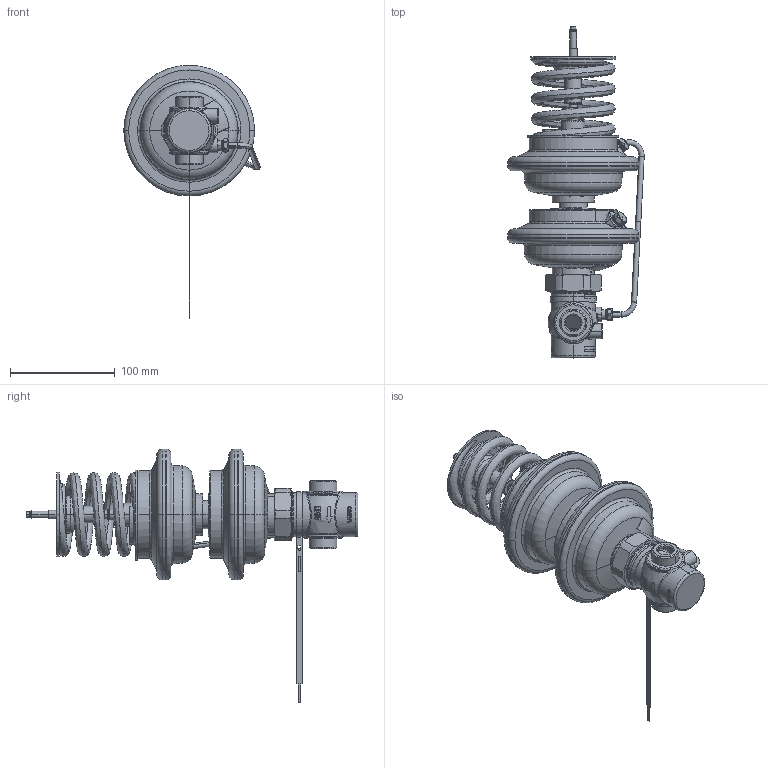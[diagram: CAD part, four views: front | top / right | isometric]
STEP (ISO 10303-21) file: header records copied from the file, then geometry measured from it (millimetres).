
FILE_DESCRIPTION((''),'2;1');
FILE_NAME('003H6693_ASM','2014-12-10T',('u258099'),('Danfoss'),'PRO/ENGINEER BY PARAMETRIC TECHNOLOGY CORPORATION, 2014000','PRO/ENGINEER BY PARAMETRIC TECHNOLOGY CORPORATION, 2014000','');
FILE_SCHEMA(('CONFIG_CONTROL_DESIGN'));
Products named in the file (31): 88810790_ZAVIHAN; 8883732; 8883810; 8883905; 88810820; 100002281ZI00; PUSA_VODILNA_10X12X5; 8883814_ASM; 8881085; 8883849; 8881074; 8881075; 52017440; 8881076; 8883848; 8890090; 54511469; 8881102; 8883785_ASM; 88829250; 88829160_ASM; 8882056; 8882820; 5454030; 5211524; 8881022; 1206227; 8881111; 8883503; 8883573; 003H6693_ASM
Assembly tree (37 placements, depth 4):
  003H6693_ASM
    8883785_ASM
      88810790_ZAVIHAN  x2
      8883732
      8883810  x2
      8883905
      88810820
      8883814_ASM
        100002281ZI00
        PUSA_VODILNA_10X12X5  x2
      8881085  x2
      8883849
      8881074
      8881075
      52017440
      8881076
      8883848
      8890090
      54511469
      8881102
    88829160_ASM
      88829250
    8882056
    8882820
    5454030  x2
    5211524  x2
    8881022  x2
    1206227
    8881111
    8883503
    8883573
Bounding box: 130.43 x 317.5 x 242.55 mm (x, y, z)
Volume: 533991.5 mm3; surface area: 304643.9 mm2
Topology: 34 solids, 54 shells, 2304 faces, 5623 edges, 3507 vertices
Faces by surface type: plane 1056, cylinder 472, cone 334, torus 272, bspline 154, sphere 16
Entity records: 62345 total; most frequent: CARTESIAN_POINT 21114, ORIENTED_EDGE 8620, DIRECTION 8314, EDGE_CURVE 4354, AXIS2_PLACEMENT_3D 3382, VERTEX_POINT 2723, EDGE_LOOP 1939, FACE_OUTER_BOUND 1785
